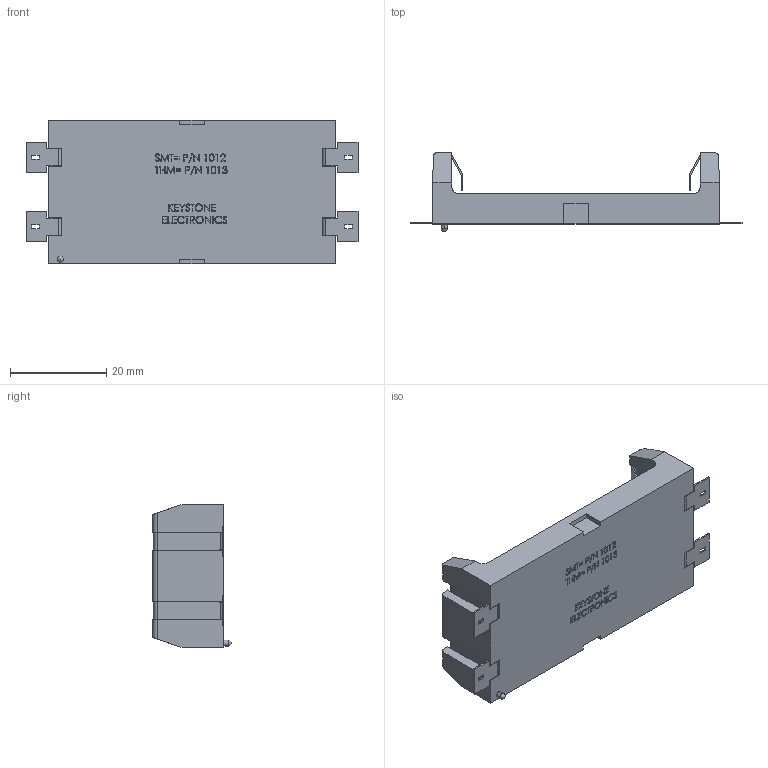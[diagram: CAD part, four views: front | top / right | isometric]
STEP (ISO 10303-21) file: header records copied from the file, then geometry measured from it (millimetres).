
FILE_DESCRIPTION (( 'STEP AP214' ), '1' );
FILE_NAME ('1012.STEP', '2013-03-27T15:42:14', ( 'Richard Maletta' ), ( '' ), 'SwSTEP 2.0', 'SolidWorks 2009', '' );
FILE_SCHEMA (( 'AUTOMOTIVE_DESIGN' ));
Length unit declared in the file: millimetre
Products named in the file (1): 1012
Bounding box: 69.11 x 16.43 x 29.97 mm (x, y, z)
Surface area: 8234.4 mm2 (no closed solid volume)
Topology: 0 solids, 5 shells, 664 faces, 2178 edges, 1470 vertices
Faces by surface type: plane 511, bspline 114, cylinder 38, sphere 1
Entity records: 37840 total; most frequent: CARTESIAN_POINT 12634, ORIENTED_EDGE 3752, DIRECTION 3069, EDGE_CURVE 2175, VECTOR 1823, LINE 1823, VERTEX_POINT 1468, EDGE_LOOP 731
